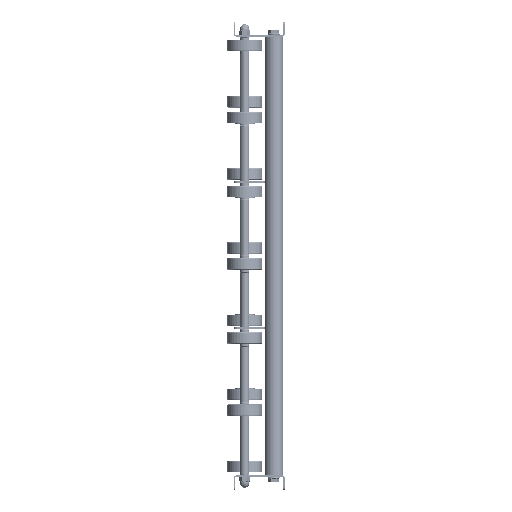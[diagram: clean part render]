
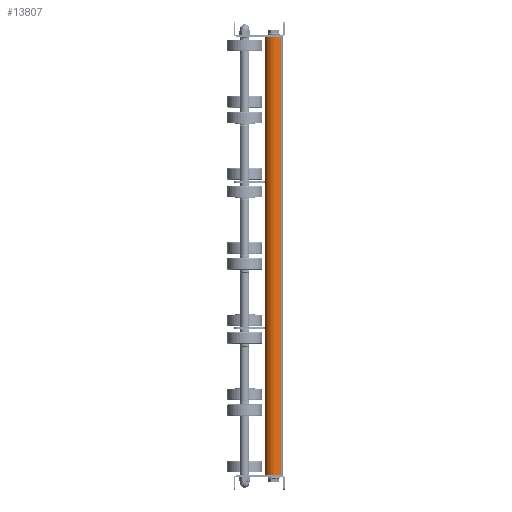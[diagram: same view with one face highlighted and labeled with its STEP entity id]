
A CAD part, left-side view. The second image highlights one B-rep face of the part: STEP entity #13807.
In plain terms, the highlighted cylindrical face has radius 12.5 mm (diameter 25 mm), a partial arc.
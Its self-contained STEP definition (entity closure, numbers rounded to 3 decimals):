
#4230 = DIRECTION ( 'NONE',  ( -1., 0., 0. ) ) ;
#4333 = ORIENTED_EDGE ( 'NONE', *, *, #37610, .T. ) ;
#5265 = CYLINDRICAL_SURFACE ( 'NONE', #38387, 12.5 ) ;
#10579 = CARTESIAN_POINT ( 'NONE',  ( 599., 0., 0. ) ) ;
#11269 = CARTESIAN_POINT ( 'NONE',  ( 599., 0., -12.5 ) ) ;
#11983 = CARTESIAN_POINT ( 'NONE',  ( 599., 0., 12.5 ) ) ;
#12043 = CARTESIAN_POINT ( 'NONE',  ( 600., 0., -12.5 ) ) ;
#12688 = ORIENTED_EDGE ( 'NONE', *, *, #31887, .T. ) ;
#13488 = VERTEX_POINT ( 'NONE', #11269 ) ;
#13807 = ADVANCED_FACE ( 'NONE', ( #48945 ), #5265, .T. ) ;
#15144 = ORIENTED_EDGE ( 'NONE', *, *, #45408, .T. ) ;
#15683 = CIRCLE ( 'NONE', #39723, 12.5 ) ;
#19387 = DIRECTION ( 'NONE',  ( 0., 0., -1. ) ) ;
#20404 = CARTESIAN_POINT ( 'NONE',  ( 1., 0., -12.5 ) ) ;
#21880 = DIRECTION ( 'NONE',  ( 0., 0., 1. ) ) ;
#24497 = AXIS2_PLACEMENT_3D ( 'NONE', #10579, #42304, #19387 ) ;
#24588 = DIRECTION ( 'NONE',  ( 0., 0., -1. ) ) ;
#26921 = VERTEX_POINT ( 'NONE', #37769 ) ;
#27045 = VERTEX_POINT ( 'NONE', #11983 ) ;
#28685 = CARTESIAN_POINT ( 'NONE',  ( 600., 0., 0. ) ) ;
#29528 = DIRECTION ( 'NONE',  ( -1., 0., 0. ) ) ;
#31008 = VECTOR ( 'NONE', #29528, 1000. ) ;
#31887 = EDGE_CURVE ( 'NONE', #26921, #42320, #15683, .T. ) ;
#35218 = LINE ( 'NONE', #12043, #49823 ) ;
#37508 = DIRECTION ( 'NONE',  ( -1., 0., 0. ) ) ;
#37610 = EDGE_CURVE ( 'NONE', #27045, #26921, #45143, .T. ) ;
#37769 = CARTESIAN_POINT ( 'NONE',  ( 1., 0., 12.5 ) ) ;
#37777 = CIRCLE ( 'NONE', #24497, 12.5 ) ;
#37860 = CARTESIAN_POINT ( 'NONE',  ( 600., 0., 12.5 ) ) ;
#38387 = AXIS2_PLACEMENT_3D ( 'NONE', #28685, #37508, #21880 ) ;
#39723 = AXIS2_PLACEMENT_3D ( 'NONE', #44350, #48237, #24588 ) ;
#39813 = ORIENTED_EDGE ( 'NONE', *, *, #43984, .F. ) ;
#42304 = DIRECTION ( 'NONE',  ( -1., 0., 0. ) ) ;
#42320 = VERTEX_POINT ( 'NONE', #20404 ) ;
#43984 = EDGE_CURVE ( 'NONE', #13488, #42320, #35218, .T. ) ;
#44350 = CARTESIAN_POINT ( 'NONE',  ( 1., 0., 0. ) ) ;
#45143 = LINE ( 'NONE', #37860, #31008 ) ;
#45408 = EDGE_CURVE ( 'NONE', #13488, #27045, #37777, .T. ) ;
#46373 = EDGE_LOOP ( 'NONE', ( #39813, #15144, #4333, #12688 ) ) ;
#48237 = DIRECTION ( 'NONE',  ( 1., 0., 0. ) ) ;
#48945 = FACE_OUTER_BOUND ( 'NONE', #46373, .T. ) ;
#49823 = VECTOR ( 'NONE', #4230, 1000. ) ;
